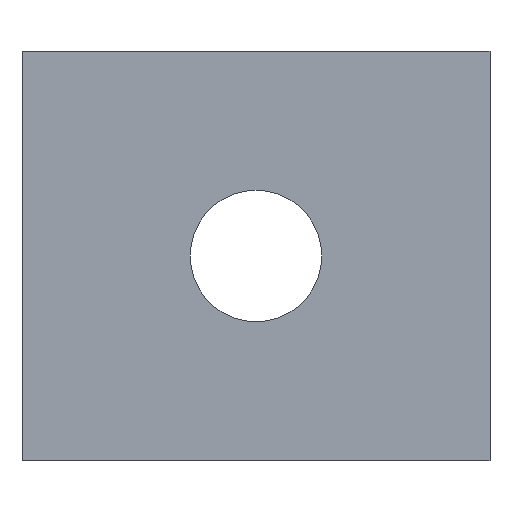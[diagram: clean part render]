
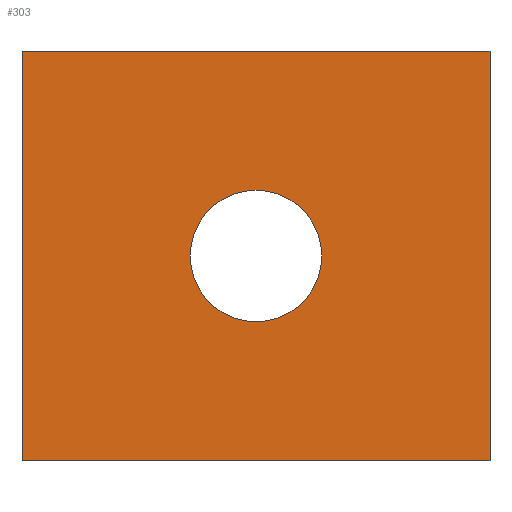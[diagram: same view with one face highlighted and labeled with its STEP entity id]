
A CAD part, front view. The second image highlights one B-rep face of the part: STEP entity #303.
In plain terms, the highlighted planar face has unit normal (0, -1, 0).
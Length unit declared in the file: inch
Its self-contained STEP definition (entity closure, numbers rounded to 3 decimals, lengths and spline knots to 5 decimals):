
#1 = DIRECTION ( 'NONE',  ( 0., -1., 0. ) ) ;
#28 = DIRECTION ( 'NONE',  ( 0., -1., 0. ) ) ;
#36 = FACE_OUTER_BOUND ( 'NONE', #336, .T. ) ;
#37 = CARTESIAN_POINT ( 'NONE',  ( 1., 0., -0.4375 ) ) ;
#40 = VERTEX_POINT ( 'NONE', #503 ) ;
#50 = EDGE_CURVE ( 'NONE', #40, #468, #380, .T. ) ;
#52 = ORIENTED_EDGE ( 'NONE', *, *, #477, .T. ) ;
#76 = ORIENTED_EDGE ( 'NONE', *, *, #491, .F. ) ;
#79 = DIRECTION ( 'NONE',  ( 0., 0., -1. ) ) ;
#83 = CARTESIAN_POINT ( 'NONE',  ( 1., 0., 0.4375 ) ) ;
#91 = DIRECTION ( 'NONE',  ( 0., 0., -1. ) ) ;
#103 = AXIS2_PLACEMENT_3D ( 'NONE', #83, #201, #172 ) ;
#107 = VECTOR ( 'NONE', #533, 39.37008 ) ;
#128 = DIRECTION ( 'NONE',  ( 1., 0., 0. ) ) ;
#141 = CARTESIAN_POINT ( 'NONE',  ( 0., 0., 0.4375 ) ) ;
#145 = AXIS2_PLACEMENT_3D ( 'NONE', #531, #28, #524 ) ;
#172 = DIRECTION ( 'NONE',  ( -1., 0., 0. ) ) ;
#184 = VECTOR ( 'NONE', #128, 39.37008 ) ;
#185 = CARTESIAN_POINT ( 'NONE',  ( 0.5, 0., 0. ) ) ;
#188 = LINE ( 'NONE', #141, #428 ) ;
#201 = DIRECTION ( 'NONE',  ( 0., 1., 0. ) ) ;
#202 = VERTEX_POINT ( 'NONE', #222 ) ;
#222 = CARTESIAN_POINT ( 'NONE',  ( 0.3595, 0., 0. ) ) ;
#228 = CARTESIAN_POINT ( 'NONE',  ( 1., 0., 0.4375 ) ) ;
#244 = ORIENTED_EDGE ( 'NONE', *, *, #397, .F. ) ;
#258 = ORIENTED_EDGE ( 'NONE', *, *, #349, .F. ) ;
#262 = EDGE_LOOP ( 'NONE', ( #244, #76 ) ) ;
#267 = DIRECTION ( 'NONE',  ( 1., 0., 0. ) ) ;
#285 = VERTEX_POINT ( 'NONE', #485 ) ;
#298 = AXIS2_PLACEMENT_3D ( 'NONE', #185, #1, #267 ) ;
#303 = ADVANCED_FACE ( 'NONE', ( #408, #36 ), #326, .F. ) ;
#326 = PLANE ( 'NONE',  #103 ) ;
#336 = EDGE_LOOP ( 'NONE', ( #422, #258, #487, #52 ) ) ;
#342 = CIRCLE ( 'NONE', #298, 0.1405 ) ;
#349 = EDGE_CURVE ( 'NONE', #535, #468, #414, .T. ) ;
#355 = EDGE_CURVE ( 'NONE', #285, #535, #482, .T. ) ;
#357 = VECTOR ( 'NONE', #79, 39.37008 ) ;
#369 = CARTESIAN_POINT ( 'NONE',  ( 0.6405, 0., 0. ) ) ;
#371 = CARTESIAN_POINT ( 'NONE',  ( 1., 0., 0.4375 ) ) ;
#380 = LINE ( 'NONE', #37, #184 ) ;
#385 = VERTEX_POINT ( 'NONE', #369 ) ;
#394 = CIRCLE ( 'NONE', #145, 0.1405 ) ;
#397 = EDGE_CURVE ( 'NONE', #385, #202, #394, .T. ) ;
#408 = FACE_BOUND ( 'NONE', #262, .T. ) ;
#414 = LINE ( 'NONE', #371, #357 ) ;
#418 = CARTESIAN_POINT ( 'NONE',  ( 1., 0., -0.4375 ) ) ;
#422 = ORIENTED_EDGE ( 'NONE', *, *, #50, .T. ) ;
#428 = VECTOR ( 'NONE', #91, 39.37008 ) ;
#447 = CARTESIAN_POINT ( 'NONE',  ( 1., 0., 0.4375 ) ) ;
#468 = VERTEX_POINT ( 'NONE', #418 ) ;
#477 = EDGE_CURVE ( 'NONE', #285, #40, #188, .T. ) ;
#482 = LINE ( 'NONE', #447, #107 ) ;
#485 = CARTESIAN_POINT ( 'NONE',  ( 0., 0., 0.4375 ) ) ;
#487 = ORIENTED_EDGE ( 'NONE', *, *, #355, .F. ) ;
#491 = EDGE_CURVE ( 'NONE', #202, #385, #342, .T. ) ;
#503 = CARTESIAN_POINT ( 'NONE',  ( 0., 0., -0.4375 ) ) ;
#524 = DIRECTION ( 'NONE',  ( 1., 0., 0. ) ) ;
#531 = CARTESIAN_POINT ( 'NONE',  ( 0.5, 0., 0. ) ) ;
#533 = DIRECTION ( 'NONE',  ( 1., 0., 0. ) ) ;
#535 = VERTEX_POINT ( 'NONE', #228 ) ;
